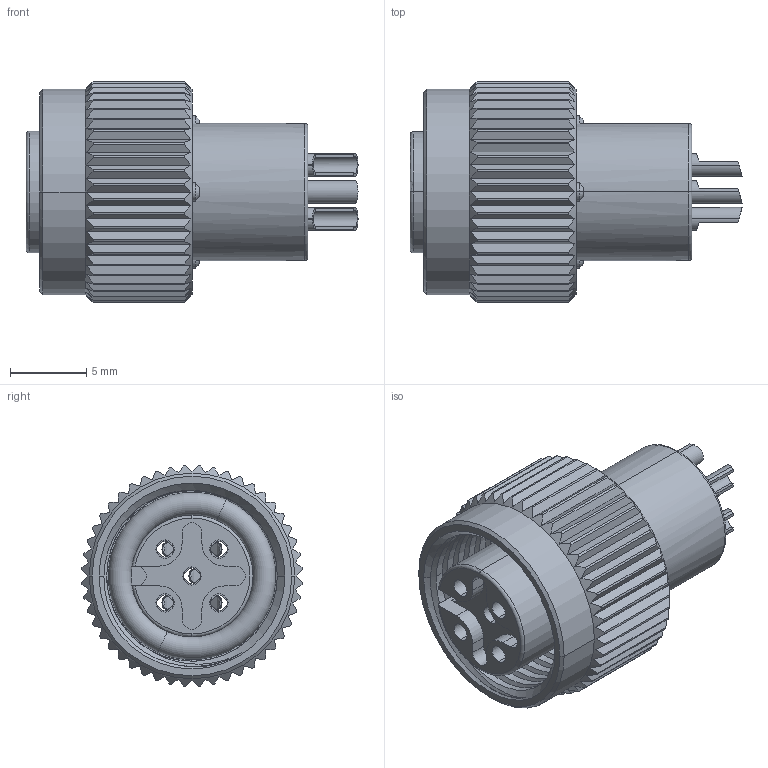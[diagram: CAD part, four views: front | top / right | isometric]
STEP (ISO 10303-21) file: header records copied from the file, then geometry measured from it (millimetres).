
FILE_DESCRIPTION (( 'STEP AP203' ), '1' );
FILE_NAME ('50-00967.STEP', '2020-10-15T16:03:49', ( '' ), ( '' ), 'SwSTEP 2.0', 'SolidWorks 2015', '' );
FILE_SCHEMA (( 'CONFIG_CONTROL_DESIGN' ));
Length unit declared in the file: millimetre
Products named in the file (5): 50-00967-02___; 50-00967; 50-00967-03___; 50-00967-04___; 50-00967-01___
Assembly tree (8 placements, depth 2):
  50-00967
    50-00967-01___
    50-00967-02___
    50-00967-03___  x5
    50-00967-04___
Bounding box: 21.8 x 14.48 x 14.48 mm (x, y, z)
Volume: 1564.5 mm3; surface area: 3238.5 mm2
Topology: 8 solids, 8 shells, 760 faces, 2038 edges, 1309 vertices
Faces by surface type: plane 297, cylinder 255, torus 99, cone 58, bspline 51
Entity records: 16689 total; most frequent: CARTESIAN_POINT 5931, ORIENTED_EDGE 2340, DIRECTION 1898, EDGE_CURVE 1170, VERTEX_POINT 765, AXIS2_PLACEMENT_3D 726, LINE 446, VECTOR 446
